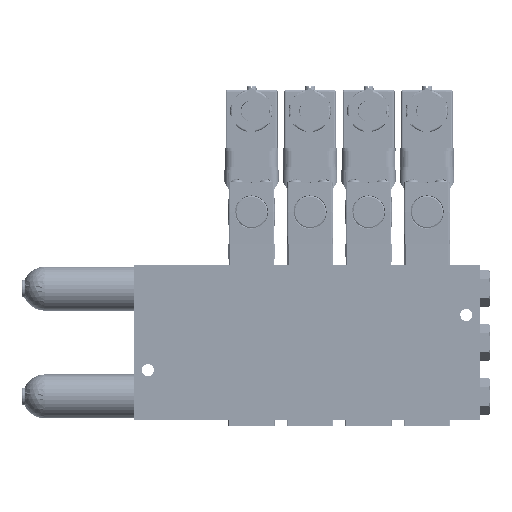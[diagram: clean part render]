
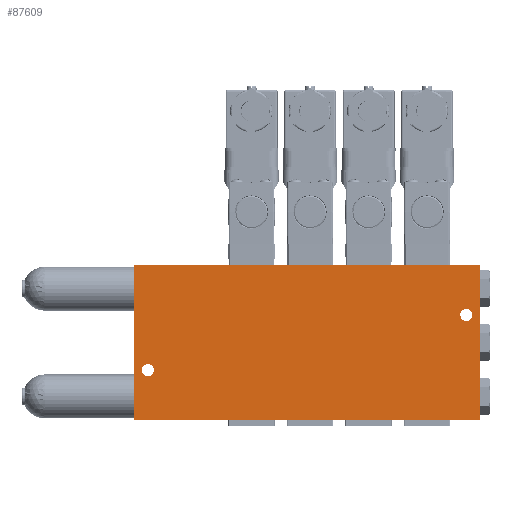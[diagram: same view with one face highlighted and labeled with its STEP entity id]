
A CAD part, front view. The second image highlights one B-rep face of the part: STEP entity #87609.
In plain terms, the highlighted planar face has unit normal (0, -1, 0).
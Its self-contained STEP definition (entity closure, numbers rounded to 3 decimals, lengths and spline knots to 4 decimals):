
#861=DIRECTION('',(1.,0.,0.));
#862=VECTOR('',#861,7.375);
#863=CARTESIAN_POINT('',(-3.6875,-0.625,0.));
#864=LINE('',#863,#862);
#919=DIRECTION('',(1.,0.,0.));
#920=VECTOR('',#919,7.375);
#921=CARTESIAN_POINT('',(-3.6875,-0.625,3.3));
#922=LINE('',#921,#920);
#923=DIRECTION('',(0.,0.,1.));
#924=VECTOR('',#923,3.3);
#925=CARTESIAN_POINT('',(3.6875,-0.625,0.));
#926=LINE('',#925,#924);
#999=DIRECTION('',(0.,0.,1.));
#1000=VECTOR('',#999,3.3);
#1001=CARTESIAN_POINT('',(-3.6875,-0.625,0.));
#1002=LINE('',#1001,#1000);
#1003=CARTESIAN_POINT('',(-3.4025,-0.625,1.06));
#1004=DIRECTION('',(0.,1.,0.));
#1005=DIRECTION('',(1.,0.,0.));
#1006=AXIS2_PLACEMENT_3D('',#1003,#1004,#1005);
#1008=CARTESIAN_POINT('',(-3.4025,-0.625,1.06));
#1009=DIRECTION('',(0.,1.,0.));
#1010=DIRECTION('',(-1.,0.,0.));
#1011=AXIS2_PLACEMENT_3D('',#1008,#1009,#1010);
#1013=CARTESIAN_POINT('',(3.4025,-0.625,2.24));
#1014=DIRECTION('',(0.,1.,0.));
#1015=DIRECTION('',(1.,0.,0.));
#1016=AXIS2_PLACEMENT_3D('',#1013,#1014,#1015);
#1018=CARTESIAN_POINT('',(3.4025,-0.625,2.24));
#1019=DIRECTION('',(0.,1.,0.));
#1020=DIRECTION('',(-1.,0.,0.));
#1021=AXIS2_PLACEMENT_3D('',#1018,#1019,#1020);
#73300=CARTESIAN_POINT('',(-3.6875,-0.625,0.));
#73302=VERTEX_POINT('',#73300);
#73303=CARTESIAN_POINT('',(3.6875,-0.625,0.));
#73304=VERTEX_POINT('',#73303);
#73308=CARTESIAN_POINT('',(-3.6875,-0.625,3.3));
#73310=VERTEX_POINT('',#73308);
#73311=CARTESIAN_POINT('',(3.6875,-0.625,3.3));
#73312=VERTEX_POINT('',#73311);
#86348=CARTESIAN_POINT('',(-3.2725,-0.625,1.06));
#86350=VERTEX_POINT('',#86348);
#86352=CARTESIAN_POINT('',(-3.5325,-0.625,1.06));
#86354=VERTEX_POINT('',#86352);
#86356=CARTESIAN_POINT('',(3.5325,-0.625,2.24));
#86358=VERTEX_POINT('',#86356);
#86360=CARTESIAN_POINT('',(3.2725,-0.625,2.24));
#86362=VERTEX_POINT('',#86360);
#87586=CARTESIAN_POINT('',(-3.6875,-0.625,0.));
#87587=DIRECTION('',(0.,-1.,0.));
#87588=DIRECTION('',(1.,0.,0.));
#87589=AXIS2_PLACEMENT_3D('',#87586,#87587,#87588);
#87590=PLANE('',#87589);
#87591=ORIENTED_EDGE('',*,*,#87477,.F.);
#87592=ORIENTED_EDGE('',*,*,#87494,.T.);
#87593=ORIENTED_EDGE('',*,*,#87526,.T.);
#87594=ORIENTED_EDGE('',*,*,#87537,.F.);
#87595=EDGE_LOOP('',(#87591,#87592,#87593,#87594));
#87596=FACE_OUTER_BOUND('',#87595,.F.);
#87598=ORIENTED_EDGE('',*,*,#87597,.F.);
#87600=ORIENTED_EDGE('',*,*,#87599,.F.);
#87601=EDGE_LOOP('',(#87598,#87600));
#87602=FACE_BOUND('',#87601,.F.);
#87604=ORIENTED_EDGE('',*,*,#87603,.F.);
#87606=ORIENTED_EDGE('',*,*,#87605,.F.);
#87607=EDGE_LOOP('',(#87604,#87606));
#87608=FACE_BOUND('',#87607,.F.);
#1007=CIRCLE('',#1006,0.13);
#1012=CIRCLE('',#1011,0.13);
#1017=CIRCLE('',#1016,0.13);
#1022=CIRCLE('',#1021,0.13);
#87477=EDGE_CURVE('',#73302,#73304,#864,.T.);
#87494=EDGE_CURVE('',#73302,#73310,#1002,.T.);
#87526=EDGE_CURVE('',#73310,#73312,#922,.T.);
#87537=EDGE_CURVE('',#73304,#73312,#926,.T.);
#87597=EDGE_CURVE('',#86350,#86354,#1007,.T.);
#87599=EDGE_CURVE('',#86354,#86350,#1012,.T.);
#87603=EDGE_CURVE('',#86358,#86362,#1017,.T.);
#87605=EDGE_CURVE('',#86362,#86358,#1022,.T.);
#87609=ADVANCED_FACE('',(#87596,#87602,#87608),#87590,.T.);
